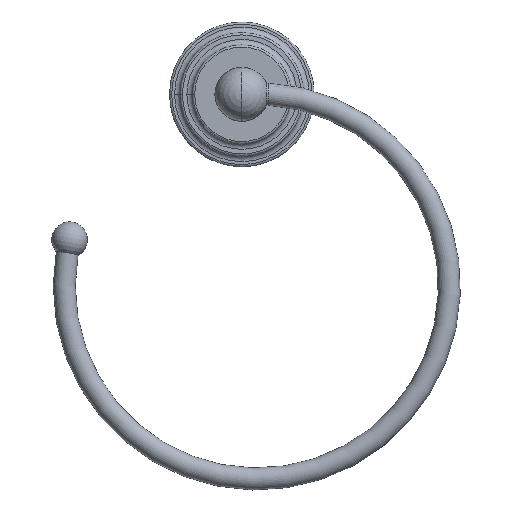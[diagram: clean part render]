
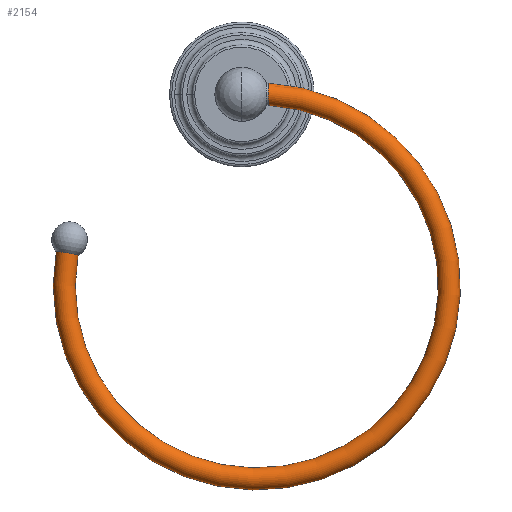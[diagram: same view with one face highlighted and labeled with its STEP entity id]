
A CAD part, top view. The second image highlights one B-rep face of the part: STEP entity #2154.
In plain terms, the highlighted toroidal (fillet/blend) face has major radius 86.487 mm and minor radius 4.953 mm.
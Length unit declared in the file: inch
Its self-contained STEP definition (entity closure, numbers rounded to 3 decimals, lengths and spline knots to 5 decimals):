
#1367=CARTESIAN_POINT('',(0.4645,0.,1.947));
#1368=DIRECTION('',(1.,0.,0.));
#1369=DIRECTION('',(0.,0.,1.));
#1370=AXIS2_PLACEMENT_3D('',#1367,#1368,#1369);
#1382=CARTESIAN_POINT('',(0.2645,-3.3991,1.947));
#1383=DIRECTION('',(0.,0.,1.));
#1384=DIRECTION('',(-0.985,0.174,0.));
#1385=AXIS2_PLACEMENT_3D('',#1382,#1383,#1384);
#1454=CARTESIAN_POINT('',(-3.08877,-2.80783,1.947));
#1455=DIRECTION('',(0.174,0.985,0.));
#1456=DIRECTION('',(-0.985,0.174,0.));
#1457=AXIS2_PLACEMENT_3D('',#1454,#1455,#1456);
#1459=CARTESIAN_POINT('',(0.2645,-3.3991,1.947));
#1460=DIRECTION('',(0.,0.,1.));
#1461=DIRECTION('',(-0.985,0.174,0.));
#1462=AXIS2_PLACEMENT_3D('',#1459,#1460,#1461);
#1464=CARTESIAN_POINT('',(0.4645,-0.0112,2.14168));
#1465=CARTESIAN_POINT('',(0.4645,-0.0164,2.14138));
#1466=CARTESIAN_POINT('',(0.4645,-0.02673,2.14037));
#1467=CARTESIAN_POINT('',(0.4645,-0.04209,2.13763));
#1468=CARTESIAN_POINT('',(0.4645,-0.05714,2.13368));
#1469=CARTESIAN_POINT('',(0.4645,-0.07186,2.12854));
#1470=CARTESIAN_POINT('',(0.4645,-0.08613,2.12224));
#1471=CARTESIAN_POINT('',(0.4645,-0.09982,2.11485));
#1472=CARTESIAN_POINT('',(0.4645,-0.11288,2.10639));
#1473=CARTESIAN_POINT('',(0.4645,-0.12525,2.0969));
#1474=CARTESIAN_POINT('',(0.4645,-0.1368,2.08647));
#1475=CARTESIAN_POINT('',(0.4645,-0.14747,2.07519));
#1476=CARTESIAN_POINT('',(0.4645,-0.15723,2.06305));
#1477=CARTESIAN_POINT('',(0.4645,-0.16599,2.05018));
#1478=CARTESIAN_POINT('',(0.4645,-0.17366,2.03672));
#1479=CARTESIAN_POINT('',(0.4645,-0.18027,2.02263));
#1480=CARTESIAN_POINT('',(0.4645,-0.18573,2.00806));
#1481=CARTESIAN_POINT('',(0.4645,-0.19,1.99316));
#1482=CARTESIAN_POINT('',(0.4645,-0.19307,1.97795));
#1483=CARTESIAN_POINT('',(0.4645,-0.19493,1.96249));
#1484=CARTESIAN_POINT('',(0.4645,-0.19534,1.95217));
#1485=CARTESIAN_POINT('',(0.4645,-0.19534,1.947));
#1487=CARTESIAN_POINT('',(0.4645,0.19534,1.947));
#1488=CARTESIAN_POINT('',(0.4645,0.19534,1.9521));
#1489=CARTESIAN_POINT('',(0.4645,0.19494,1.96228));
#1490=CARTESIAN_POINT('',(0.4645,0.19313,1.97752));
#1491=CARTESIAN_POINT('',(0.4645,0.19014,1.99254));
#1492=CARTESIAN_POINT('',(0.4645,0.18599,2.00725));
#1493=CARTESIAN_POINT('',(0.4645,0.18068,2.02165));
#1494=CARTESIAN_POINT('',(0.4645,0.17425,2.03557));
#1495=CARTESIAN_POINT('',(0.4645,0.16678,2.04891));
#1496=CARTESIAN_POINT('',(0.4645,0.15826,2.06166));
#1497=CARTESIAN_POINT('',(0.4645,0.14874,2.07372));
#1498=CARTESIAN_POINT('',(0.4645,0.13834,2.08496));
#1499=CARTESIAN_POINT('',(0.4645,0.12709,2.09536));
#1500=CARTESIAN_POINT('',(0.4645,0.11501,2.10488));
#1501=CARTESIAN_POINT('',(0.4645,0.10224,2.1134));
#1502=CARTESIAN_POINT('',(0.4645,0.08887,2.12088));
#1503=CARTESIAN_POINT('',(0.4645,0.07491,2.12732));
#1504=CARTESIAN_POINT('',(0.4645,0.06047,2.13264));
#1505=CARTESIAN_POINT('',(0.4645,0.04572,2.13679));
#1506=CARTESIAN_POINT('',(0.4645,0.03065,2.13979));
#1507=CARTESIAN_POINT('',(0.4645,0.01534,2.1416));
#1508=CARTESIAN_POINT('',(0.4645,0.00513,2.142));
#1509=CARTESIAN_POINT('',(0.4645,0.00001,2.142));
#1587=CARTESIAN_POINT('',(0.4645,0.00001,2.142));
#1588=CARTESIAN_POINT('',(0.4645,-0.0112,2.14168));
#1589=VERTEX_POINT('',#1587);
#1590=VERTEX_POINT('',#1588);
#1599=VERTEX_POINT('',#1487);
#1600=VERTEX_POINT('',#1485);
#1607=CARTESIAN_POINT('',(-3.28081,-2.77397,1.947));
#1608=CARTESIAN_POINT('',(-2.89673,-2.84169,1.947));
#1609=VERTEX_POINT('',#1607);
#1610=VERTEX_POINT('',#1608);
#2140=CARTESIAN_POINT('',(0.2645,-3.3991,1.947));
#2141=DIRECTION('',(0.,0.,1.));
#2142=DIRECTION('',(0.985,-0.174,0.));
#2143=AXIS2_PLACEMENT_3D('',#2140,#2141,#2142);
#2144=TOROIDAL_SURFACE('',#2143,3.405,0.195);
#2145=ORIENTED_EDGE('',*,*,#2110,.T.);
#2146=ORIENTED_EDGE('',*,*,#2094,.T.);
#2148=ORIENTED_EDGE('',*,*,#2147,.F.);
#2149=ORIENTED_EDGE('',*,*,#2060,.F.);
#2150=ORIENTED_EDGE('',*,*,#2075,.F.);
#2151=ORIENTED_EDGE('',*,*,#2088,.F.);
#2152=EDGE_LOOP('',(#2145,#2146,#2148,#2149,#2150,#2151));
#2153=FACE_OUTER_BOUND('',#2152,.F.);
#2154=ADVANCED_FACE('',(#2153),#2144,.T.);
#1371=CIRCLE('',#1370,0.195);
#1386=CIRCLE('',#1385,3.6);
#1458=CIRCLE('',#1457,0.195);
#1463=CIRCLE('',#1462,3.21);
#1486=B_SPLINE_CURVE_WITH_KNOTS('',3,(#1464,#1465,#1466,#1467,#1468,#1469,#1470,
#1471,#1472,#1473,#1474,#1475,#1476,#1477,#1478,#1479,#1480,#1481,#1482,#1483,
#1484,#1485),.UNSPECIFIED.,.F.,.F.,(4,1,1,1,1,1,1,1,1,1,1,1,1,1,1,1,1,1,1,4),(
0.,0.05263,0.10526,0.15789,0.21053,
0.26316,0.31579,0.36842,0.42105,
0.47368,0.52632,0.57895,0.63158,
0.68421,0.73684,0.78947,0.84211,
0.89474,0.94737,1.),.UNSPECIFIED.);
#1510=B_SPLINE_CURVE_WITH_KNOTS('',3,(#1487,#1488,#1489,#1490,#1491,#1492,#1493,
#1494,#1495,#1496,#1497,#1498,#1499,#1500,#1501,#1502,#1503,#1504,#1505,#1506,
#1507,#1508,#1509),.UNSPECIFIED.,.F.,.F.,(4,1,1,1,1,1,1,1,1,1,1,1,1,1,1,1,1,1,1,
1,4),(0.,0.05,0.1,0.15,0.2,0.25,0.3,0.35,0.4,0.45,0.5,
0.55,0.6,0.65,0.7,0.75,0.8,0.85,0.9,0.95,1.),.UNSPECIFIED.);
#2060=EDGE_CURVE('',#1589,#1590,#1371,.T.);
#2075=EDGE_CURVE('',#1599,#1589,#1510,.T.);
#2088=EDGE_CURVE('',#1609,#1599,#1386,.T.);
#2094=EDGE_CURVE('',#1610,#1600,#1463,.T.);
#2110=EDGE_CURVE('',#1609,#1610,#1458,.T.);
#2147=EDGE_CURVE('',#1590,#1600,#1486,.T.);
